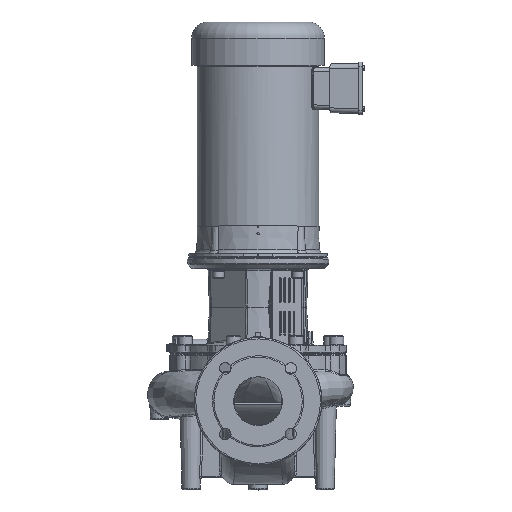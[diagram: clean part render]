
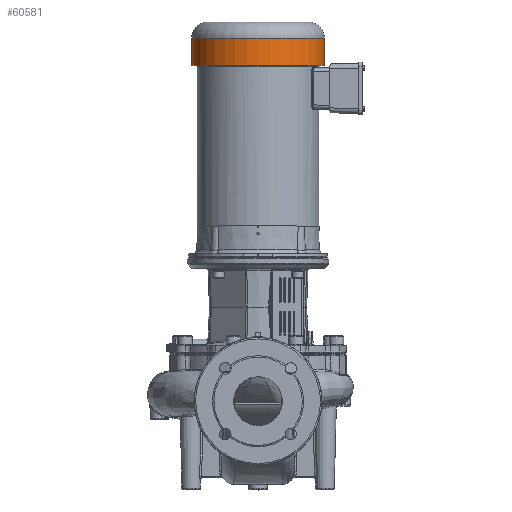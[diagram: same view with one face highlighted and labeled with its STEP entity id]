
A CAD part, top view. The second image highlights one B-rep face of the part: STEP entity #60581.
In plain terms, the highlighted cylindrical face has radius 109.164 mm (diameter 218.328 mm), a full revolution.
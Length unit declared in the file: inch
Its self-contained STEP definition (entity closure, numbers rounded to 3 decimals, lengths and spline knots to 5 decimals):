
#1796=CYLINDRICAL_SURFACE('',#66116,4.2978);
#6645=LINE('',#196452,#10413);
#10413=VECTOR('',#80759,4.2978);
#13687=CIRCLE('',#66114,4.2978);
#13688=CIRCLE('',#66115,4.2978);
#13689=CIRCLE('',#66117,4.2978);
#13690=CIRCLE('',#66118,4.2978);
#17471=FACE_OUTER_BOUND('',#20966,.T.);
#20966=EDGE_LOOP('',(#53890,#53891,#53892,#53893,#53894,#53895));
#28406=VERTEX_POINT('',#196445);
#28407=VERTEX_POINT('',#196447);
#28408=VERTEX_POINT('',#196451);
#28409=VERTEX_POINT('',#196453);
#37284=EDGE_CURVE('',#28407,#28406,#13687,.T.);
#37285=EDGE_CURVE('',#28406,#28407,#13688,.T.);
#37286=EDGE_CURVE('',#28406,#28408,#6645,.T.);
#37287=EDGE_CURVE('',#28408,#28409,#13689,.T.);
#37288=EDGE_CURVE('',#28409,#28408,#13690,.T.);
#53890=ORIENTED_EDGE('',*,*,#37284,.T.);
#53891=ORIENTED_EDGE('',*,*,#37286,.T.);
#53892=ORIENTED_EDGE('',*,*,#37287,.T.);
#53893=ORIENTED_EDGE('',*,*,#37288,.T.);
#53894=ORIENTED_EDGE('',*,*,#37286,.F.);
#53895=ORIENTED_EDGE('',*,*,#37285,.T.);
#60581=ADVANCED_FACE('',(#17471),#1796,.T.);
#66114=AXIS2_PLACEMENT_3D('',#196448,#80753,#80754);
#66115=AXIS2_PLACEMENT_3D('',#196449,#80755,#80756);
#66116=AXIS2_PLACEMENT_3D('',#196450,#80757,#80758);
#66117=AXIS2_PLACEMENT_3D('',#196454,#80760,#80761);
#66118=AXIS2_PLACEMENT_3D('',#196455,#80762,#80763);
#80753=DIRECTION('center_axis',(0.,-1.,0.));
#80754=DIRECTION('ref_axis',(1.,0.,0.));
#80755=DIRECTION('center_axis',(0.,-1.,0.));
#80756=DIRECTION('ref_axis',(1.,0.,0.));
#80757=DIRECTION('center_axis',(0.,1.,0.));
#80758=DIRECTION('ref_axis',(1.,0.,0.));
#80759=DIRECTION('',(0.,-1.,0.));
#80760=DIRECTION('center_axis',(0.,1.,0.));
#80761=DIRECTION('ref_axis',(1.,0.,0.));
#80762=DIRECTION('center_axis',(0.,1.,0.));
#80763=DIRECTION('ref_axis',(1.,0.,0.));
#196445=CARTESIAN_POINT('',(-4.2978,20.41662,0.));
#196447=CARTESIAN_POINT('',(4.2978,20.41662,0.));
#196448=CARTESIAN_POINT('Origin',(0.,20.41662,
0.));
#196449=CARTESIAN_POINT('Origin',(0.,20.41662,
0.));
#196450=CARTESIAN_POINT('Origin',(0.,18.66662,
0.));
#196451=CARTESIAN_POINT('',(-4.2978,18.66662,0.));
#196452=CARTESIAN_POINT('',(-4.2978,18.66662,0.));
#196453=CARTESIAN_POINT('',(4.2978,18.66662,0.));
#196454=CARTESIAN_POINT('Origin',(0.,18.66662,
0.));
#196455=CARTESIAN_POINT('Origin',(0.,18.66662,
0.));
